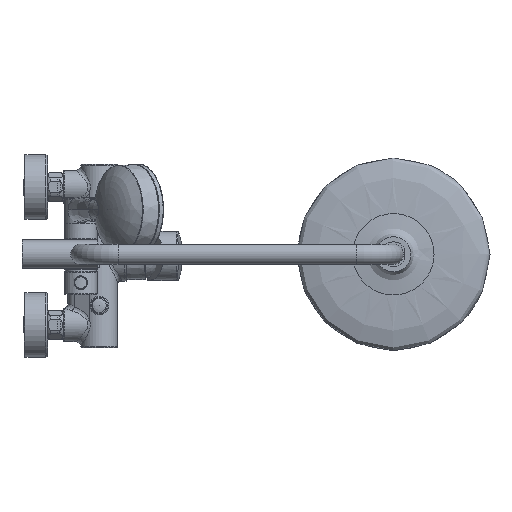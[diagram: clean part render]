
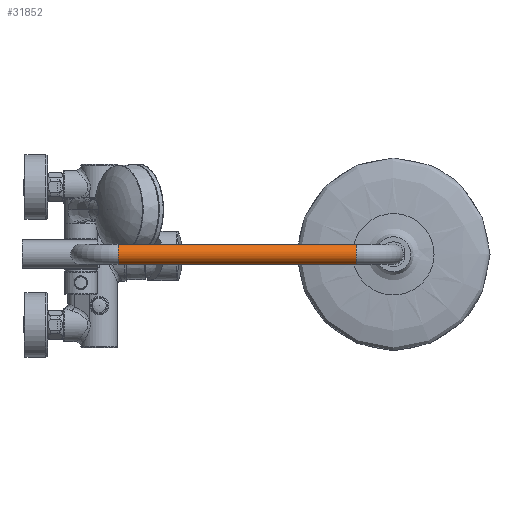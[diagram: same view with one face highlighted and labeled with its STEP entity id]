
A CAD part, top view. The second image highlights one B-rep face of the part: STEP entity #31852.
In plain terms, the highlighted cylindrical face has radius 11 mm (diameter 22 mm), a full revolution.
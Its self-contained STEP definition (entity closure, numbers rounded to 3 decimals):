
#5957=CYLINDRICAL_SURFACE('',#35059,11.);
#14339=ORIENTED_EDGE('',*,*,#19448,.T.);
#14340=ORIENTED_EDGE('',*,*,#19449,.F.);
#19448=EDGE_CURVE('',#23212,#23212,#24209,.F.);
#19449=EDGE_CURVE('',#23213,#23213,#24210,.F.);
#23212=VERTEX_POINT('',#109351);
#23213=VERTEX_POINT('',#109354);
#24209=CIRCLE('',#35058,11.);
#24210=CIRCLE('',#35060,11.);
#26862=EDGE_LOOP('',(#14339));
#26863=EDGE_LOOP('',(#14340));
#29670=FACE_BOUND('',#26862,.T.);
#29671=FACE_BOUND('',#26863,.T.);
#31852=ADVANCED_FACE('',(#29670,#29671),#5957,.T.);
#35058=AXIS2_PLACEMENT_3D('',#109350,#38056,#38057);
#35059=AXIS2_PLACEMENT_3D('',#109352,#38058,#38059);
#35060=AXIS2_PLACEMENT_3D('',#109353,#38060,#38061);
#38056=DIRECTION('',(1.,0.,0.));
#38057=DIRECTION('',(0.,0.,1.));
#38058=DIRECTION('',(1.,0.,0.));
#38059=DIRECTION('',(0.,0.,-1.));
#38060=DIRECTION('',(1.,0.,0.));
#38061=DIRECTION('',(0.,0.,1.));
#109350=CARTESIAN_POINT('',(299.5,0.,1110.));
#109351=CARTESIAN_POINT('',(299.5,0.,1121.));
#109352=CARTESIAN_POINT('',(40.5,0.,1110.));
#109353=CARTESIAN_POINT('',(40.5,0.,1110.));
#109354=CARTESIAN_POINT('',(40.5,0.,1121.));
